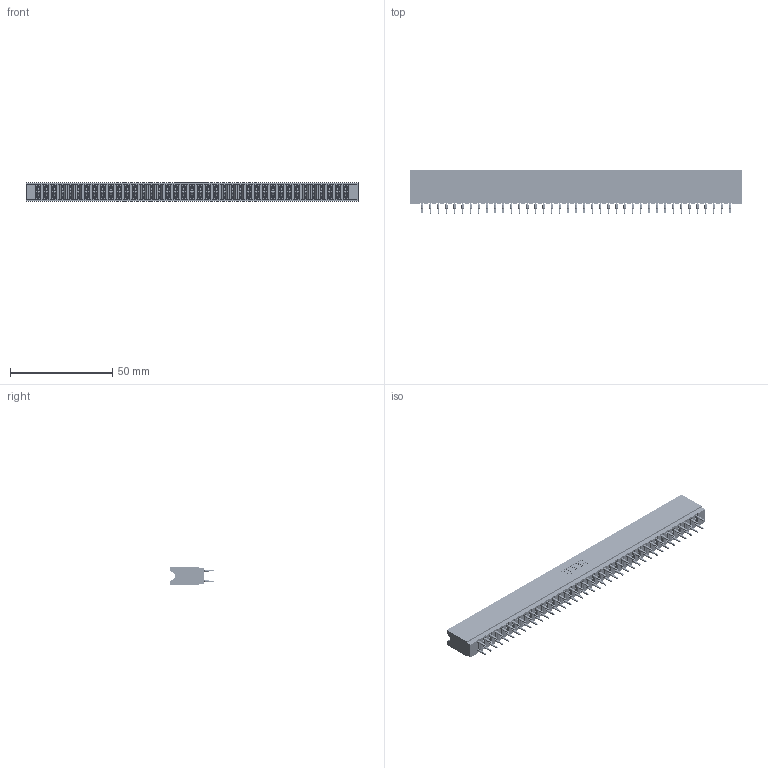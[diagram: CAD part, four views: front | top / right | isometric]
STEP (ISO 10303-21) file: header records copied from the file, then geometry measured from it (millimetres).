
FILE_DESCRIPTION (( 'STEP AP203' ), '1' );
FILE_NAME ('737-078-560-206.STEP', '2026-03-06T01:54:37', ( '' ), ( '' ), 'SwSTEP 2.0', 'SolidWorks 2023', '' );
FILE_SCHEMA (( 'CONFIG_CONTROL_DESIGN' ));
Length unit declared in the file: millimetre
Products named in the file (3): 745-292-001_560; 737 Part_Insulator Option - 06; 737-078-560-206
Assembly tree (79 placements, depth 2):
  737-078-560-206
    737 Part_Insulator Option - 06
    745-292-001_560  x78
Bounding box: 162.41 x 21.22 x 8.89 mm (x, y, z)
Volume: 16278.2 mm3; surface area: 25351.2 mm2
Topology: 79 solids, 79 shells, 7817 faces, 21395 edges, 13586 vertices
Faces by surface type: plane 4072, cylinder 1717, bspline 1560, torus 468
Entity records: 67664 total; most frequent: CARTESIAN_POINT 12252, ORIENTED_EDGE 11682, DIRECTION 10203, EDGE_CURVE 5841, LINE 5417, VECTOR 5417, VERTEX_POINT 3730, AXIS2_PLACEMENT_3D 2393
